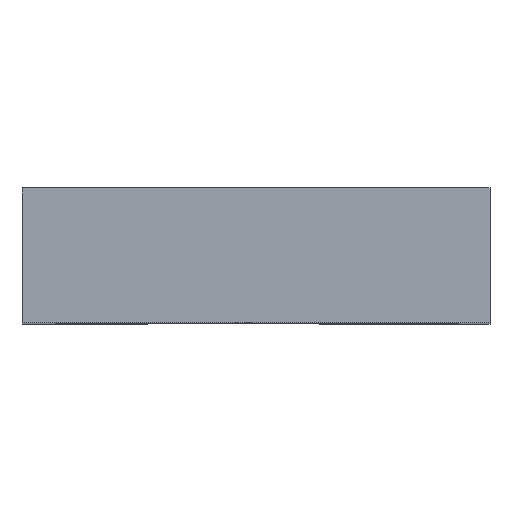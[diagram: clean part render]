
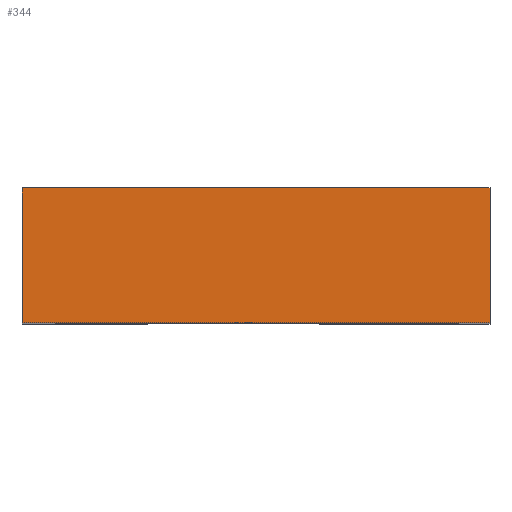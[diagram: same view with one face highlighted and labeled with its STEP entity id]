
A CAD part, top view. The second image highlights one B-rep face of the part: STEP entity #344.
In plain terms, the highlighted planar face has unit normal (0, 0, 1).
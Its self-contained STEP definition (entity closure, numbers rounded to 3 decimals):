
#310=FACE_OUTER_BOUND('',#424,.T.);
#344=ADVANCED_FACE('NONE',(#310),#378,.T.);
#378=PLANE('',#935);
#424=EDGE_LOOP('',(#586,#587,#588,#589));
#586=ORIENTED_EDGE('',*,*,#661,.F.);
#587=ORIENTED_EDGE('',*,*,#732,.T.);
#588=ORIENTED_EDGE('',*,*,#674,.T.);
#589=ORIENTED_EDGE('',*,*,#733,.F.);
#598=VERTEX_POINT('',#1101);
#605=VERTEX_POINT('',#1114);
#614=VERTEX_POINT('',#1143);
#615=VERTEX_POINT('',#1144);
#661=EDGE_CURVE('NONE',#605,#598,#745,.T.);
#674=EDGE_CURVE('NONE',#614,#615,#758,.T.);
#732=EDGE_CURVE('NONE',#605,#614,#816,.T.);
#733=EDGE_CURVE('NONE',#598,#615,#817,.T.);
#745=LINE('',#1115,#829);
#758=LINE('',#1142,#842);
#816=LINE('',#1261,#900);
#817=LINE('',#1263,#901);
#829=VECTOR('',#950,1.);
#842=VECTOR('',#975,1.);
#900=VECTOR('',#1083,1.);
#901=VECTOR('',#1086,1.);
#935=AXIS2_PLACEMENT_3D('',#1264,#1087,#1088);
#950=DIRECTION('',(1.,0.,0.));
#975=DIRECTION('',(1.,0.,0.));
#1083=DIRECTION('',(0.,-1.,0.));
#1086=DIRECTION('',(0.,-1.,0.));
#1087=DIRECTION('',(0.,0.,1.));
#1088=DIRECTION('',(1.,0.,0.));
#1101=CARTESIAN_POINT('',(10.4,3.,22.675));
#1114=CARTESIAN_POINT('',(0.,3.,22.675));
#1115=CARTESIAN_POINT('',(10.485,3.,22.675));
#1142=CARTESIAN_POINT('',(57.56,0.,22.675));
#1143=CARTESIAN_POINT('',(0.,0.,22.675));
#1144=CARTESIAN_POINT('',(10.4,0.,22.675));
#1261=CARTESIAN_POINT('',(0.,5.607,22.675));
#1263=CARTESIAN_POINT('',(10.4,5.607,22.675));
#1264=CARTESIAN_POINT('',(0.,3.,22.675));
